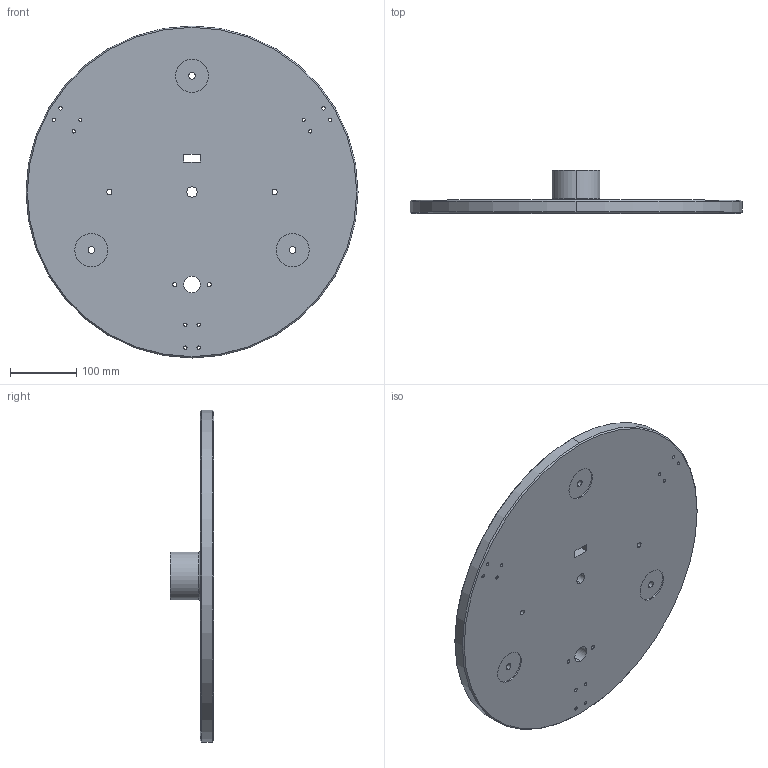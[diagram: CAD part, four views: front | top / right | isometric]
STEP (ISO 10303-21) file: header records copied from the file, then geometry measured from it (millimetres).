
FILE_DESCRIPTION (( 'STEP AP214' ), '1' );
FILE_NAME ('Base.STEP', '2024-12-09T00:21:08', ( '' ), ( '' ), 'SwSTEP 2.0', 'SolidWorks 2022', '' );
FILE_SCHEMA (( 'AUTOMOTIVE_DESIGN' ));
Length unit declared in the file: millimetre
Products named in the file (1): Base
Bounding box: 500 x 65 x 500 mm (x, y, z)
Volume: 4034701.3 mm3; surface area: 442984.9 mm2
Topology: 1 solids, 1 shells, 74 faces, 192 edges, 126 vertices
Faces by surface type: cylinder 56, plane 12, cone 4, torus 2
Entity records: 2450 total; most frequent: DIRECTION 462, CARTESIAN_POINT 393, ORIENTED_EDGE 384, AXIS2_PLACEMENT_3D 195, EDGE_CURVE 192, VERTEX_POINT 126, EDGE_LOOP 124, CIRCLE 120
